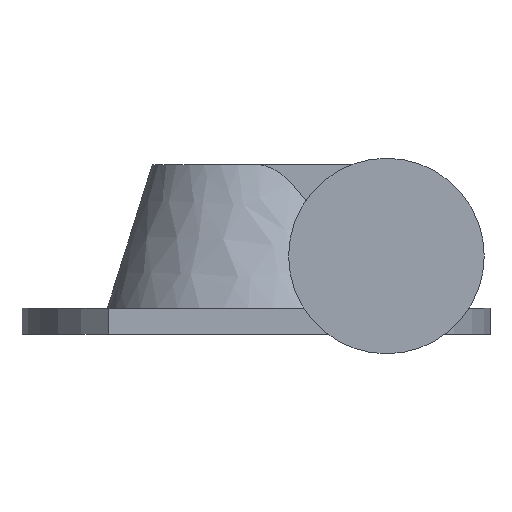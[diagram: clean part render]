
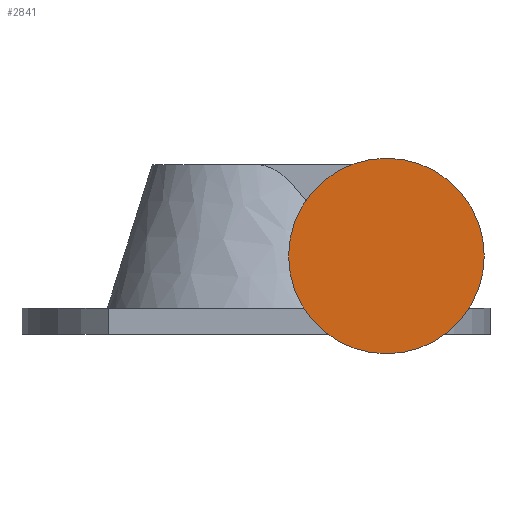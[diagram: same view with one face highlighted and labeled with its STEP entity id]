
A CAD part, front view. The second image highlights one B-rep face of the part: STEP entity #2841.
In plain terms, the highlighted planar face has unit normal (0, -1, 0).
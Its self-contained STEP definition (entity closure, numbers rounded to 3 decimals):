
#2717 = VERTEX_POINT('',#2718);
#2718 = CARTESIAN_POINT('',(87.5,-80.,30.));
#2725 = CYLINDRICAL_SURFACE('',#2726,37.5);
#2726 = AXIS2_PLACEMENT_3D('',#2727,#2728,#2729);
#2727 = CARTESIAN_POINT('',(50.,-75.,30.));
#2728 = DIRECTION('',(0.,1.,0.));
#2729 = DIRECTION('',(1.,0.,0.));
#2744 = EDGE_CURVE('',#2717,#2717,#2745,.T.);
#2745 = SURFACE_CURVE('',#2746,(#2751,#2758),.PCURVE_S1.);
#2746 = CIRCLE('',#2747,37.5);
#2747 = AXIS2_PLACEMENT_3D('',#2748,#2749,#2750);
#2748 = CARTESIAN_POINT('',(50.,-80.,30.));
#2749 = DIRECTION('',(0.,-1.,0.));
#2750 = DIRECTION('',(1.,0.,0.));
#2751 = PCURVE('',#2725,#2752);
#2752 = DEFINITIONAL_REPRESENTATION('',(#2753),#2757);
#2753 = LINE('',#2754,#2755);
#2754 = CARTESIAN_POINT('',(-0.,-5.));
#2755 = VECTOR('',#2756,1.);
#2756 = DIRECTION('',(-1.,0.));
#2757 = ( GEOMETRIC_REPRESENTATION_CONTEXT(2) 
PARAMETRIC_REPRESENTATION_CONTEXT() REPRESENTATION_CONTEXT('2D SPACE',''
  ) );
#2758 = PCURVE('',#2759,#2764);
#2759 = PLANE('',#2760);
#2760 = AXIS2_PLACEMENT_3D('',#2761,#2762,#2763);
#2761 = CARTESIAN_POINT('',(87.5,-80.,30.));
#2762 = DIRECTION('',(0.,1.,0.));
#2763 = DIRECTION('',(0.,0.,1.));
#2764 = DEFINITIONAL_REPRESENTATION('',(#2765),#2773);
#2765 = ( BOUNDED_CURVE() B_SPLINE_CURVE(2,(#2766,#2767,#2768,#2769,
#2770,#2771,#2772),.UNSPECIFIED.,.F.,.F.) B_SPLINE_CURVE_WITH_KNOTS((1,2
    ,2,2,2,1),(-2.094,0.,2.094,4.189,
6.283,8.378),.UNSPECIFIED.) CURVE() 
GEOMETRIC_REPRESENTATION_ITEM() RATIONAL_B_SPLINE_CURVE((1.,0.5,1.,0.5,
1.,0.5,1.)) REPRESENTATION_ITEM('') );
#2766 = CARTESIAN_POINT('',(0.,0.));
#2767 = CARTESIAN_POINT('',(64.952,0.));
#2768 = CARTESIAN_POINT('',(32.476,-56.25));
#2769 = CARTESIAN_POINT('',(0.,-112.5));
#2770 = CARTESIAN_POINT('',(-32.476,-56.25));
#2771 = CARTESIAN_POINT('',(-64.952,0.));
#2772 = CARTESIAN_POINT('',(0.,0.));
#2773 = ( GEOMETRIC_REPRESENTATION_CONTEXT(2) 
PARAMETRIC_REPRESENTATION_CONTEXT() REPRESENTATION_CONTEXT('2D SPACE',''
  ) );
#2841 = ADVANCED_FACE('',(#2842),#2759,.F.);
#2842 = FACE_BOUND('',#2843,.T.);
#2843 = EDGE_LOOP('',(#2844));
#2844 = ORIENTED_EDGE('',*,*,#2744,.T.);
